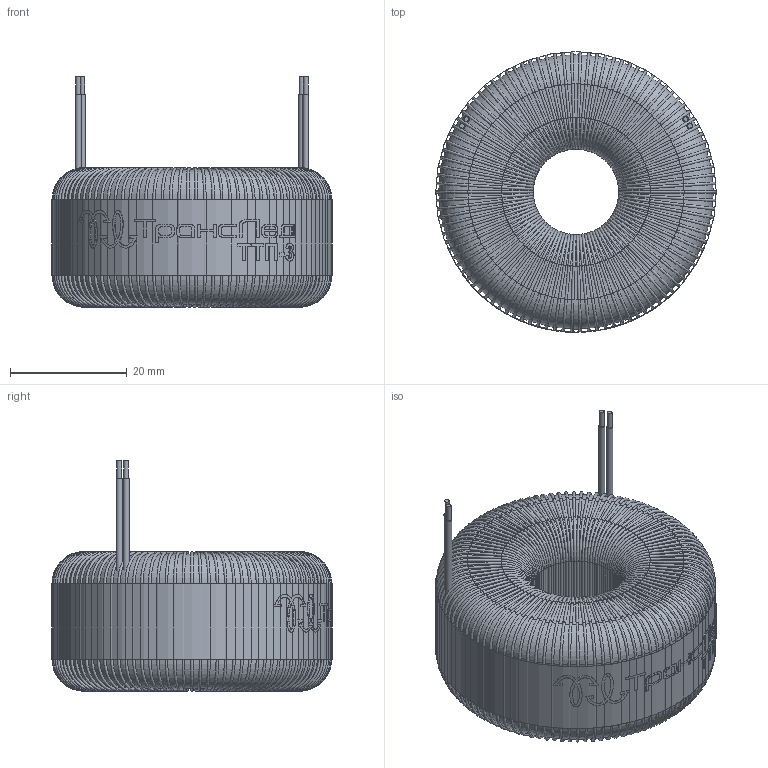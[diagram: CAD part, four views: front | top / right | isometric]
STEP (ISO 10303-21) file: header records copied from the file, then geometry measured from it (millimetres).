
FILE_DESCRIPTION(/* description */ (''),/* implementation_level */ '2;1');
FILE_NAME(/* name */ 'TTP-3 v4.step',/* time_stamp */ '2022-11-25T08:57:44+03:00',/* author */ (''),/* organization */ (''),/* preprocessor_version */ 'ST-DEVELOPER v19.2',/* originating_system */ 'Autodesk Translation Framework v11.17.0.187',/* authorisation */ '');
FILE_SCHEMA (('AUTOMOTIVE_DESIGN { 1 0 10303 214 3 1 1 }'));
Length unit declared in the file: millimetre
Products named in the file (1): TTP-3
Bounding box: 48.02 x 48.06 x 39.45 mm (x, y, z)
Volume: 34680.1 mm3; surface area: 21227.3 mm2
Topology: 127 solids, 127 shells, 1261 faces, 3633 edges, 2422 vertices
Faces by surface type: cylinder 450, torus 412, bspline 214, plane 185
Full cylindrical faces by diameter (mm): 0.45 x408, 0.8 x4, 1 x4, 15.5 x1, 47 x1, 48 x1, 48.02 x1
Entity records: 46274 total; most frequent: CARTESIAN_POINT 12021, DIRECTION 7526, ORIENTED_EDGE 7266, EDGE_CURVE 3633, AXIS2_PLACEMENT_3D 3293, VERTEX_POINT 2422, CIRCLE 2229, EDGE_LOOP 1275
